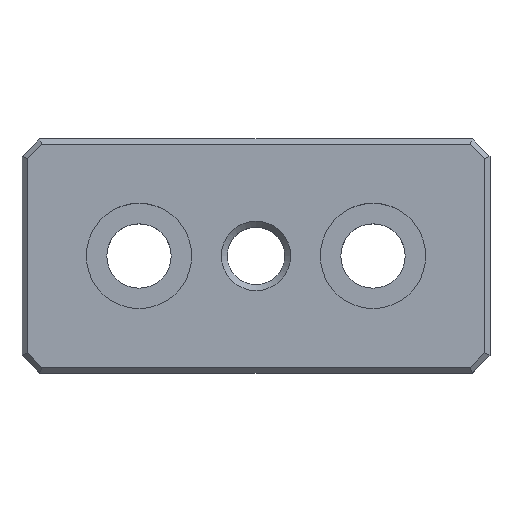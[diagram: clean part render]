
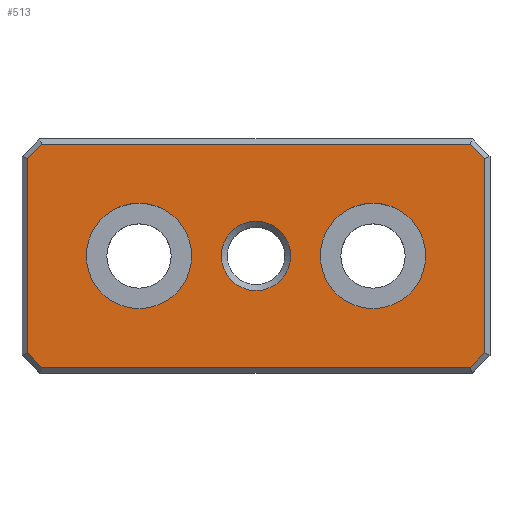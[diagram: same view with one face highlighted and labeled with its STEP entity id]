
A CAD part, top view. The second image highlights one B-rep face of the part: STEP entity #513.
In plain terms, the highlighted planar face has unit normal (0, 0, 1).
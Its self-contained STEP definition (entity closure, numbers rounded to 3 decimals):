
#20=LINE('',#750,#76);
#21=LINE('',#752,#77);
#22=LINE('',#754,#78);
#23=LINE('',#756,#79);
#24=LINE('',#758,#80);
#25=LINE('',#760,#81);
#26=LINE('',#762,#82);
#27=LINE('',#763,#83);
#76=VECTOR('',#603,36.586);
#77=VECTOR('',#604,1.707);
#78=VECTOR('',#605,16.586);
#79=VECTOR('',#606,1.707);
#80=VECTOR('',#607,36.586);
#81=VECTOR('',#608,1.707);
#82=VECTOR('',#609,16.586);
#83=VECTOR('',#610,1.707);
#132=PLANE('',#551);
#161=FACE_BOUND('',#211,.T.);
#162=FACE_BOUND('',#212,.T.);
#163=FACE_BOUND('',#213,.T.);
#175=FACE_OUTER_BOUND('',#210,.T.);
#210=EDGE_LOOP('',(#379,#380,#381,#382,#383,#384,#385,#386));
#211=EDGE_LOOP('',(#387));
#212=EDGE_LOOP('',(#388));
#213=EDGE_LOOP('',(#389));
#257=CIRCLE('',#550,2.959);
#258=CIRCLE('',#552,4.5);
#259=CIRCLE('',#553,4.5);
#268=VERTEX_POINT('',#745);
#269=VERTEX_POINT('',#748);
#270=VERTEX_POINT('',#749);
#271=VERTEX_POINT('',#751);
#272=VERTEX_POINT('',#753);
#273=VERTEX_POINT('',#755);
#274=VERTEX_POINT('',#757);
#275=VERTEX_POINT('',#759);
#276=VERTEX_POINT('',#761);
#277=VERTEX_POINT('',#764);
#278=VERTEX_POINT('',#766);
#311=EDGE_CURVE('',#268,#268,#257,.T.);
#312=EDGE_CURVE('',#269,#270,#20,.T.);
#313=EDGE_CURVE('',#271,#269,#21,.T.);
#314=EDGE_CURVE('',#272,#271,#22,.T.);
#315=EDGE_CURVE('',#273,#272,#23,.T.);
#316=EDGE_CURVE('',#274,#273,#24,.T.);
#317=EDGE_CURVE('',#275,#274,#25,.T.);
#318=EDGE_CURVE('',#276,#275,#26,.T.);
#319=EDGE_CURVE('',#270,#276,#27,.T.);
#320=EDGE_CURVE('',#277,#277,#258,.T.);
#321=EDGE_CURVE('',#278,#278,#259,.T.);
#379=ORIENTED_EDGE('',*,*,#312,.F.);
#380=ORIENTED_EDGE('',*,*,#313,.F.);
#381=ORIENTED_EDGE('',*,*,#314,.F.);
#382=ORIENTED_EDGE('',*,*,#315,.F.);
#383=ORIENTED_EDGE('',*,*,#316,.F.);
#384=ORIENTED_EDGE('',*,*,#317,.F.);
#385=ORIENTED_EDGE('',*,*,#318,.F.);
#386=ORIENTED_EDGE('',*,*,#319,.F.);
#387=ORIENTED_EDGE('',*,*,#320,.T.);
#388=ORIENTED_EDGE('',*,*,#321,.T.);
#389=ORIENTED_EDGE('',*,*,#311,.F.);
#513=ADVANCED_FACE('',(#175,#161,#162,#163),#132,.T.);
#550=AXIS2_PLACEMENT_3D('',#746,#599,#600);
#551=AXIS2_PLACEMENT_3D('',#747,#601,#602);
#552=AXIS2_PLACEMENT_3D('',#765,#611,#612);
#553=AXIS2_PLACEMENT_3D('',#767,#613,#614);
#599=DIRECTION('center_axis',(0.,0.,1.));
#600=DIRECTION('ref_axis',(-1.,0.,0.));
#601=DIRECTION('center_axis',(0.,0.,1.));
#602=DIRECTION('ref_axis',(1.,0.,0.));
#603=DIRECTION('',(1.,0.,0.));
#604=DIRECTION('',(0.707,0.707,0.));
#605=DIRECTION('',(0.,1.,0.));
#606=DIRECTION('',(-0.707,0.707,0.));
#607=DIRECTION('',(-1.,0.,0.));
#608=DIRECTION('',(-0.707,-0.707,0.));
#609=DIRECTION('',(0.,-1.,0.));
#610=DIRECTION('',(0.707,-0.707,0.));
#611=DIRECTION('center_axis',(0.,0.,-1.));
#612=DIRECTION('ref_axis',(1.,0.,0.));
#613=DIRECTION('center_axis',(0.,0.,-1.));
#614=DIRECTION('ref_axis',(1.,0.,0.));
#745=CARTESIAN_POINT('',(2.959,0.,4.));
#746=CARTESIAN_POINT('Origin',(0.,0.,4.));
#747=CARTESIAN_POINT('Origin',(0.,0.,4.));
#748=CARTESIAN_POINT('',(-18.293,9.5,4.));
#749=CARTESIAN_POINT('',(18.293,9.5,4.));
#750=CARTESIAN_POINT('',(-10.,9.5,4.));
#751=CARTESIAN_POINT('',(-19.5,8.293,4.));
#752=CARTESIAN_POINT('',(-16.396,11.396,4.));
#753=CARTESIAN_POINT('',(-19.5,-8.293,4.));
#754=CARTESIAN_POINT('',(-19.5,-5.,4.));
#755=CARTESIAN_POINT('',(-18.293,-9.5,4.));
#756=CARTESIAN_POINT('',(-16.396,-11.396,4.));
#757=CARTESIAN_POINT('',(18.293,-9.5,4.));
#758=CARTESIAN_POINT('',(10.,-9.5,4.));
#759=CARTESIAN_POINT('',(19.5,-8.293,4.));
#760=CARTESIAN_POINT('',(16.396,-11.396,4.));
#761=CARTESIAN_POINT('',(19.5,8.293,4.));
#762=CARTESIAN_POINT('',(19.5,5.,4.));
#763=CARTESIAN_POINT('',(16.396,11.396,4.));
#764=CARTESIAN_POINT('',(-5.5,0.,4.));
#765=CARTESIAN_POINT('Origin',(-10.,0.,4.));
#766=CARTESIAN_POINT('',(14.5,0.,4.));
#767=CARTESIAN_POINT('Origin',(10.,0.,4.));
